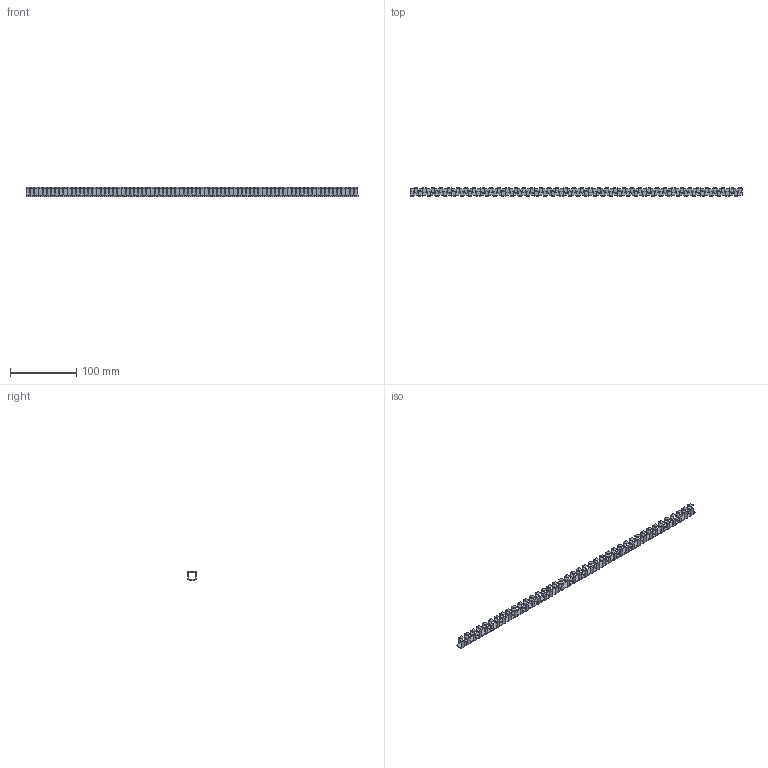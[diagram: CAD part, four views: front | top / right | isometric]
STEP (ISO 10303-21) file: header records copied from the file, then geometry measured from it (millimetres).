
FILE_DESCRIPTION(/* description */ (''),/* implementation_level */ '2;1');
FILE_NAME(/* name */ 'FL12X12LG-A(V).stp',/* time_stamp */ '2021-08-04T10:00:51-05:00',/* author */ (''),/* organization */ (''),/* preprocessor_version */ 'ST-DEVELOPER v16.7',/* originating_system */ 'SIEMENS PLM Software NX 1926',/* authorisation */ '');
FILE_SCHEMA (('AP203_CONFIGURATION_CONTROLLED_3D_DESIGN_OF_MECHANICAL_PARTS_AND_ASSEMBLIES_MIM_LF { 1 0 10303 403 2 1 2}'));
Length unit declared in the file: inch
Products named in the file (1): bdk39BC0BDBbiyx
Bounding box: 500 x 12.5 x 13.6 mm (x, y, z)
Volume: 15345.3 mm3; surface area: 34942.6 mm2
Topology: 2 solids, 2 shells, 1052 faces, 2824 edges, 1776 vertices
Faces by surface type: plane 692, cylinder 360
Entity records: 32641 total; most frequent: CARTESIAN_POINT 5653, DIRECTION 5650, ORIENTED_EDGE 5648, EDGE_CURVE 2824, LINE 2104, VECTOR 2104, VERTEX_POINT 1776, AXIS2_PLACEMENT_3D 1773
